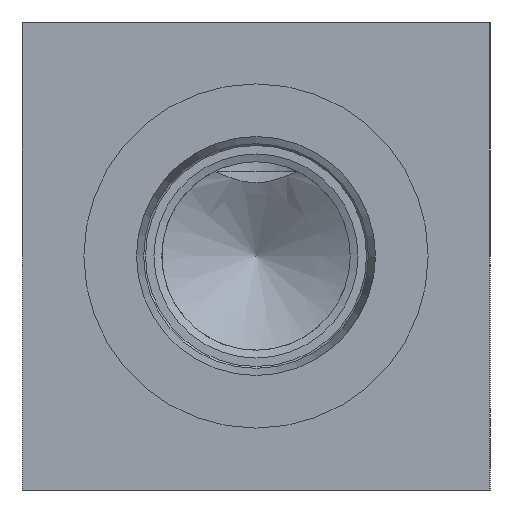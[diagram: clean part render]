
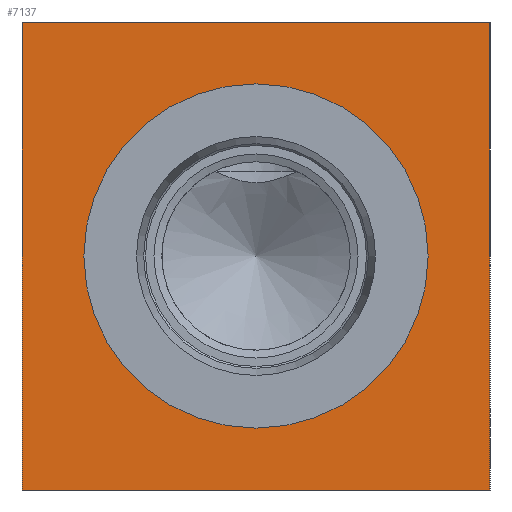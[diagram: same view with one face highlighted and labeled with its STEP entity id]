
A CAD part, left-side view. The second image highlights one B-rep face of the part: STEP entity #7137.
In plain terms, the highlighted planar face has unit normal (-1, 0, 0).
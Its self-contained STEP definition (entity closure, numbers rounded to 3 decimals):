
#105=CIRCLE('',#7414,21.019);
#106=CIRCLE('',#7415,21.019);
#186=FACE_BOUND('',#1162,.T.);
#396=PLANE('',#7490);
#758=FACE_OUTER_BOUND('',#1161,.T.);
#1161=EDGE_LOOP('',(#6333,#6334,#6335,#6336));
#1162=EDGE_LOOP('',(#6337,#6338));
#1410=LINE('',#11122,#2071);
#1828=LINE('',#12378,#2489);
#1829=LINE('',#12379,#2490);
#1830=LINE('',#12380,#2491);
#2071=VECTOR('',#7839,10.);
#2489=VECTOR('',#8819,10.);
#2490=VECTOR('',#8820,10.);
#2491=VECTOR('',#8821,10.);
#3031=VERTEX_POINT('',#11115);
#3034=VERTEX_POINT('',#11120);
#3348=VERTEX_POINT('',#12229);
#3349=VERTEX_POINT('',#12230);
#3394=VERTEX_POINT('',#12376);
#3395=VERTEX_POINT('',#12377);
#3845=EDGE_CURVE('',#3034,#3031,#1410,.T.);
#4308=EDGE_CURVE('',#3348,#3349,#105,.T.);
#4309=EDGE_CURVE('',#3349,#3348,#106,.T.);
#4380=EDGE_CURVE('',#3394,#3395,#1828,.T.);
#4381=EDGE_CURVE('',#3395,#3031,#1829,.T.);
#4382=EDGE_CURVE('',#3394,#3034,#1830,.T.);
#6333=ORIENTED_EDGE('',*,*,#4380,.T.);
#6334=ORIENTED_EDGE('',*,*,#4381,.T.);
#6335=ORIENTED_EDGE('',*,*,#3845,.F.);
#6336=ORIENTED_EDGE('',*,*,#4382,.F.);
#6337=ORIENTED_EDGE('',*,*,#4308,.T.);
#6338=ORIENTED_EDGE('',*,*,#4309,.T.);
#7137=ADVANCED_FACE('',(#758,#186),#396,.T.);
#7414=AXIS2_PLACEMENT_3D('',#12231,#8641,#8642);
#7415=AXIS2_PLACEMENT_3D('',#12232,#8643,#8644);
#7490=AXIS2_PLACEMENT_3D('',#12375,#8817,#8818);
#7839=DIRECTION('',(0.,-1.,0.));
#8641=DIRECTION('center_axis',(1.,0.,0.));
#8642=DIRECTION('ref_axis',(0.,0.,1.));
#8643=DIRECTION('center_axis',(1.,0.,0.));
#8644=DIRECTION('ref_axis',(0.,0.,1.));
#8817=DIRECTION('center_axis',(-1.,0.,0.));
#8818=DIRECTION('ref_axis',(0.,-1.,0.));
#8819=DIRECTION('',(0.,-1.,0.));
#8820=DIRECTION('',(0.,0.,1.));
#8821=DIRECTION('',(0.,0.,1.));
#11115=CARTESIAN_POINT('',(0.,0.,57.15));
#11120=CARTESIAN_POINT('',(0.,57.15,57.15));
#11122=CARTESIAN_POINT('',(0.,57.15,57.15));
#12229=CARTESIAN_POINT('',(0.,28.575,49.594));
#12230=CARTESIAN_POINT('',(0.,28.575,7.556));
#12231=CARTESIAN_POINT('Origin',(0.,28.575,28.575));
#12232=CARTESIAN_POINT('Origin',(0.,28.575,28.575));
#12375=CARTESIAN_POINT('Origin',(0.,57.15,0.));
#12376=CARTESIAN_POINT('',(0.,57.15,0.));
#12377=CARTESIAN_POINT('',(0.,0.,0.));
#12378=CARTESIAN_POINT('',(0.,57.15,0.));
#12379=CARTESIAN_POINT('',(0.,0.,0.));
#12380=CARTESIAN_POINT('',(0.,57.15,0.));
